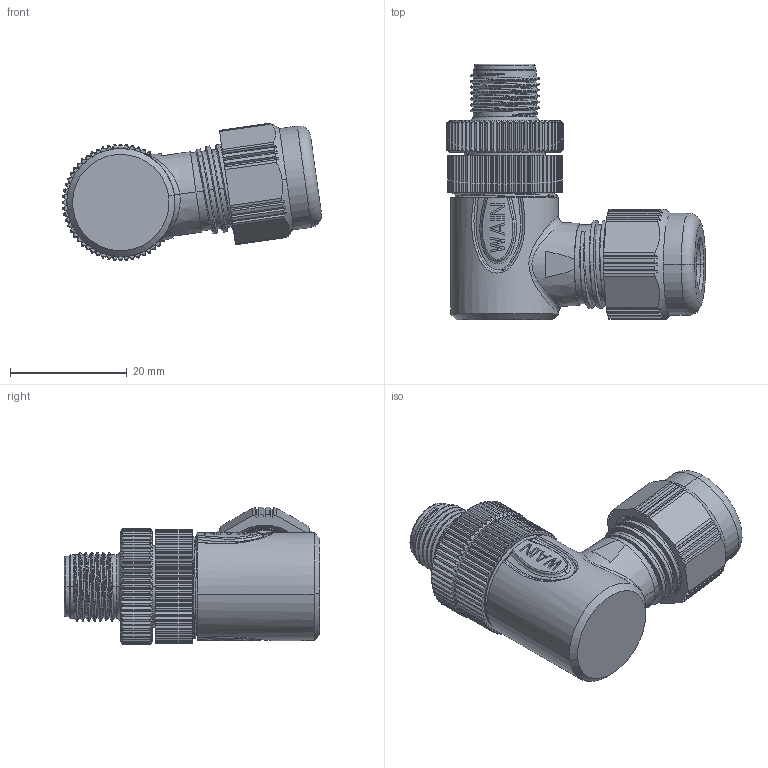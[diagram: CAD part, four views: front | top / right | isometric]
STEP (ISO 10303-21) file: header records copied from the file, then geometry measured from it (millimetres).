
FILE_DESCRIPTION((''),'2;1');
FILE_NAME('3D_1630035113101_M12P-M03A-S-D6','2020-12-29T',('cm.zhong'),(''),'PRO/ENGINEER BY PARAMETRIC TECHNOLOGY CORPORATION, 2012480','PRO/ENGINEER BY PARAMETRIC TECHNOLOGY CORPORATION, 2012480','');
FILE_SCHEMA(('CONFIG_CONTROL_DESIGN'));
Products named in the file (1): 3D_1630035113101_M12P-M03A-S-D6
Bounding box: 44.38 x 43.8 x 23.6 mm (x, y, z)
Volume: 12170.9 mm3; surface area: 12184.5 mm2
Topology: 1 solids, 1 shells, 1290 faces, 3469 edges, 2217 vertices
Faces by surface type: plane 564, cylinder 402, cone 181, torus 67, bspline 62, extrusion 8, sphere 6
Entity records: 57882 total; most frequent: CARTESIAN_POINT 27110, ORIENTED_EDGE 6926, DIRECTION 5789, EDGE_CURVE 3463, VERTEX_POINT 2217, AXIS2_PLACEMENT_3D 2183, VECTOR 1423, LINE 1415
